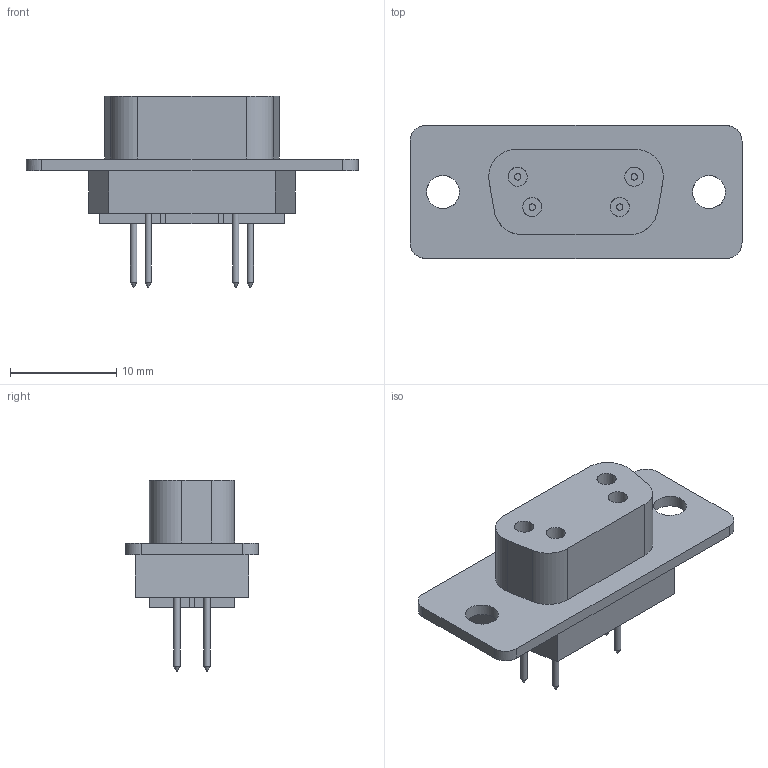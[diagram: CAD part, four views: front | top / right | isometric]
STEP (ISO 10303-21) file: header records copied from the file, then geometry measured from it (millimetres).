
FILE_DESCRIPTION((''),'2;1');
FILE_NAME( '0967_D-Sub_fem_str_solder_contacts_09_pins.stp', '2007-08-02T15:22:46',('User'),('SDRC'),'I-DEAS Master Series 9','UNIX', 'Yes');
FILE_SCHEMA(('AUTOMOTIVE_DESIGN { 1 0 10303 214 1 1 1 1 }'));
Length unit declared in the file: millimetre
Products named in the file (1): 0967_D-Sub_fem_str_solder_contacts_09_pins
Bounding box: 31.2 x 12.5 x 18 mm (x, y, z)
Volume: 1837.9 mm3; surface area: 1594.2 mm2
Topology: 1 solids, 1 shells, 72 faces, 172 edges, 112 vertices
Faces by surface type: bspline 72
Entity records: 2221 total; most frequent: CARTESIAN_POINT 1089, ORIENTED_EDGE 336, EDGE_CURVE 168, VERTEX_POINT 112, EDGE_LOOP 90, FACE_OUTER_BOUND 72, ADVANCED_FACE 72, B_SPLINE_CURVE_WITH_KNOTS 67
